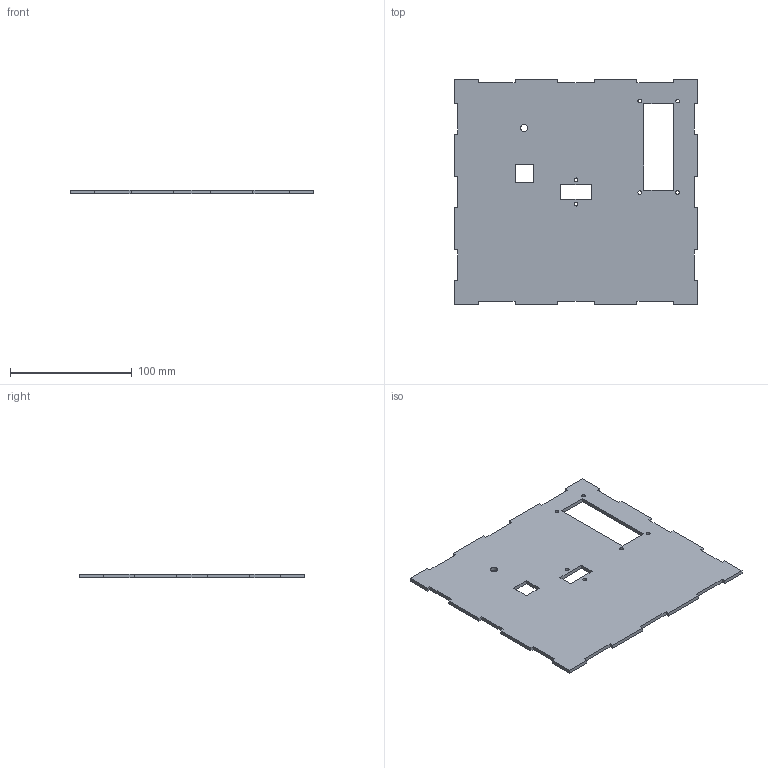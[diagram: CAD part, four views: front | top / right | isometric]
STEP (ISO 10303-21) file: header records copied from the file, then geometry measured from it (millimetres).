
FILE_DESCRIPTION(/* description */ (''),/* implementation_level */ '2;1');
FILE_NAME(/* name */ 'top eee plate v7.step',/* time_stamp */ '2020-02-18T14:57:29+08:00',/* author */ (''),/* organization */ (''),/* preprocessor_version */ 'ST-DEVELOPER v18',/* originating_system */ 'Autodesk Translation Framework v8.12.0.6',/* authorisation */ '');
FILE_SCHEMA (('AUTOMOTIVE_DESIGN { 1 0 10303 214 3 1 1 }'));
Length unit declared in the file: millimetre
Products named in the file (1): top eee plate
Bounding box: 200 x 185 x 3 mm (x, y, z)
Volume: 101023.2 mm3; surface area: 71077.2 mm2
Topology: 1 solids, 1 shells, 73 faces, 213 edges, 142 vertices
Faces by surface type: plane 66, cylinder 7
Full cylindrical faces by diameter (mm): 3 x6, 6 x1
Entity records: 2454 total; most frequent: CARTESIAN_POINT 429, ORIENTED_EDGE 426, DIRECTION 375, EDGE_CURVE 213, LINE 199, VECTOR 199, VERTEX_POINT 142, EDGE_LOOP 93
